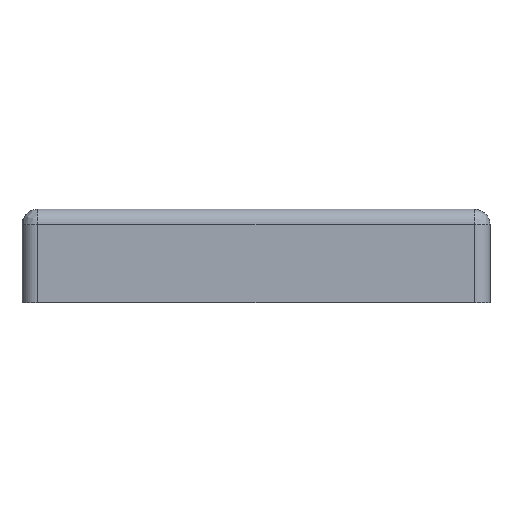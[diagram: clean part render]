
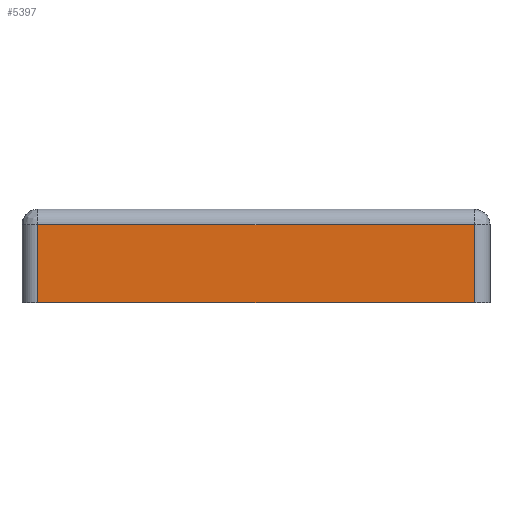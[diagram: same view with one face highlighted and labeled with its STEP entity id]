
A CAD part, front view. The second image highlights one B-rep face of the part: STEP entity #5397.
In plain terms, the highlighted planar face has unit normal (0, -1, 0).
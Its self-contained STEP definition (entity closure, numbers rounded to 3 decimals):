
#461 = DIRECTION ( 'NONE',  ( 1., 0., 0. ) ) ;
#573 = VERTEX_POINT ( 'NONE', #5716 ) ;
#832 = VECTOR ( 'NONE', #6136, 1000. ) ;
#1291 = VERTEX_POINT ( 'NONE', #4437 ) ;
#2299 = CARTESIAN_POINT ( 'NONE',  ( -28., -30., 12. ) ) ;
#2317 = CARTESIAN_POINT ( 'NONE',  ( 28., -30., 12. ) ) ;
#2322 = PLANE ( 'NONE',  #4308 ) ;
#2349 = ORIENTED_EDGE ( 'NONE', *, *, #3957, .F. ) ;
#2357 = CARTESIAN_POINT ( 'NONE',  ( -30., -30., 12. ) ) ;
#3036 = ORIENTED_EDGE ( 'NONE', *, *, #3706, .F. ) ;
#3044 = DIRECTION ( 'NONE',  ( 0., 0., 1. ) ) ;
#3094 = DIRECTION ( 'NONE',  ( 0., 0., 1. ) ) ;
#3706 = EDGE_CURVE ( 'NONE', #4030, #5077, #9242, .T. ) ;
#3957 = EDGE_CURVE ( 'NONE', #5077, #573, #5960, .T. ) ;
#4027 = VECTOR ( 'NONE', #4494, 1000. ) ;
#4030 = VERTEX_POINT ( 'NONE', #8275 ) ;
#4103 = CARTESIAN_POINT ( 'NONE',  ( 30., -30., 10. ) ) ;
#4194 = ORIENTED_EDGE ( 'NONE', *, *, #6612, .F. ) ;
#4308 = AXIS2_PLACEMENT_3D ( 'NONE', #2357, #7434, #3094 ) ;
#4437 = CARTESIAN_POINT ( 'NONE',  ( -28., -30., 0. ) ) ;
#4458 = LINE ( 'NONE', #2299, #7863 ) ;
#4494 = DIRECTION ( 'NONE',  ( 0., 0., -1. ) ) ;
#5077 = VERTEX_POINT ( 'NONE', #6212 ) ;
#5397 = ADVANCED_FACE ( 'NONE', ( #8901 ), #2322, .F. ) ;
#5716 = CARTESIAN_POINT ( 'NONE',  ( 28., -30., 0. ) ) ;
#5960 = LINE ( 'NONE', #2317, #4027 ) ;
#6136 = DIRECTION ( 'NONE',  ( -1., 0., 0. ) ) ;
#6212 = CARTESIAN_POINT ( 'NONE',  ( 28., -30., 10. ) ) ;
#6479 = ORIENTED_EDGE ( 'NONE', *, *, #8531, .F. ) ;
#6612 = EDGE_CURVE ( 'NONE', #573, #1291, #8548, .T. ) ;
#7327 = VECTOR ( 'NONE', #461, 1000. ) ;
#7434 = DIRECTION ( 'NONE',  ( 0., 1., 0. ) ) ;
#7692 = CARTESIAN_POINT ( 'NONE',  ( -30., -30., 0. ) ) ;
#7863 = VECTOR ( 'NONE', #3044, 1000. ) ;
#8275 = CARTESIAN_POINT ( 'NONE',  ( -28., -30., 10. ) ) ;
#8531 = EDGE_CURVE ( 'NONE', #1291, #4030, #4458, .T. ) ;
#8548 = LINE ( 'NONE', #7692, #832 ) ;
#8804 = EDGE_LOOP ( 'NONE', ( #3036, #6479, #4194, #2349 ) ) ;
#8901 = FACE_OUTER_BOUND ( 'NONE', #8804, .T. ) ;
#9242 = LINE ( 'NONE', #4103, #7327 ) ;
